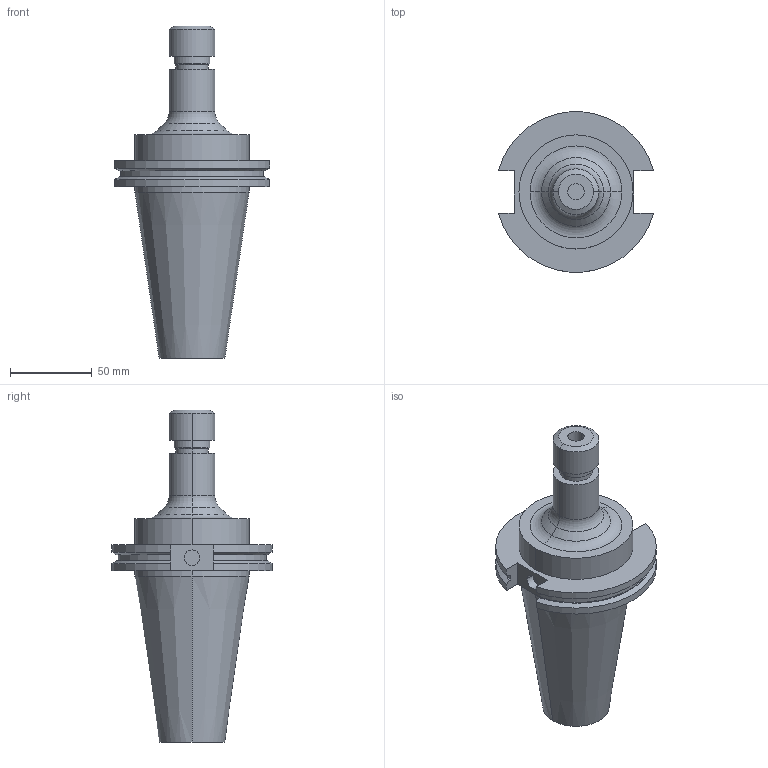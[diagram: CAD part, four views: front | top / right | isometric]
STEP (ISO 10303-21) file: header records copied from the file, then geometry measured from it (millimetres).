
FILE_DESCRIPTION (( 'STEP AP203' ), '1' );
FILE_NAME ('STP-5032-108-016-102-2(S2-22281).STEP', '2021-06-30T10:25:25', ( '' ), ( '' ), 'SwSTEP 2.0', 'SolidWorks 2017', '' );
FILE_SCHEMA (( 'CONFIG_CONTROL_DESIGN' ));
Length unit declared in the file: millimetre
Products named in the file (1): STP-5032-108-016-102-2(S2-22281)
Bounding box: 94.95 x 98.05 x 203.2 mm (x, y, z)
Volume: 435688.8 mm3; surface area: 51937 mm2
Topology: 1 solids, 1 shells, 70 faces, 158 edges, 97 vertices
Faces by surface type: cylinder 28, plane 20, cone 18, torus 4
Entity records: 2033 total; most frequent: DIRECTION 366, CARTESIAN_POINT 348, ORIENTED_EDGE 312, EDGE_CURVE 156, AXIS2_PLACEMENT_3D 147, VERTEX_POINT 97, EDGE_LOOP 79, CIRCLE 76
